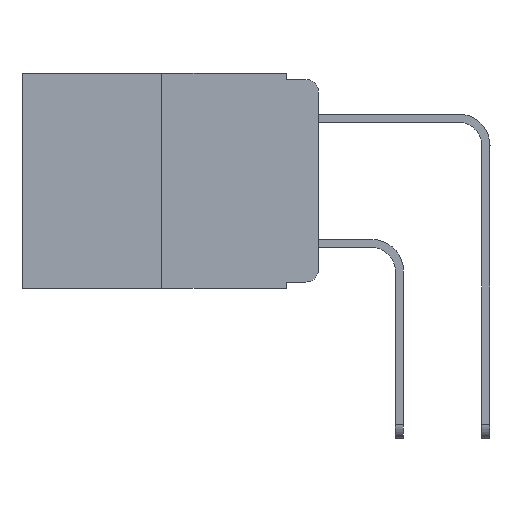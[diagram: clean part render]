
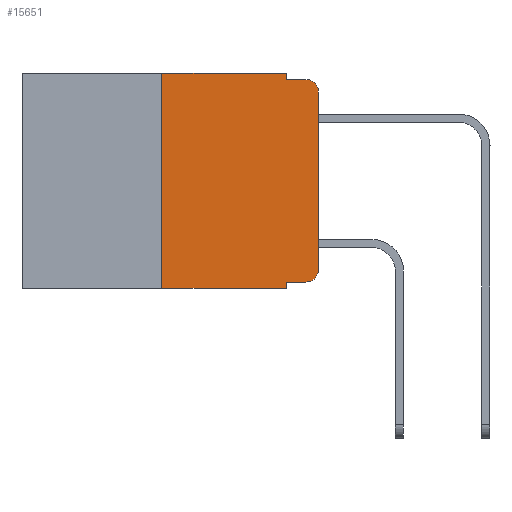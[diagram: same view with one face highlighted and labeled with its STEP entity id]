
A CAD part, left-side view. The second image highlights one B-rep face of the part: STEP entity #15651.
In plain terms, the highlighted planar face has unit normal (-1, 0, 0).
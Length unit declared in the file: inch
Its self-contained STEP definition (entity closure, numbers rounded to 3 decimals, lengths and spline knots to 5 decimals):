
#308 = DIRECTION ( 'NONE',  ( -1., 0., 0. ) ) ;
#645 = CARTESIAN_POINT ( 'NONE',  ( 0., 0.051, -0.343 ) ) ;
#655 = VERTEX_POINT ( 'NONE', #645 ) ;
#855 = LINE ( 'NONE', #20483, #6455 ) ;
#1784 = EDGE_CURVE ( 'NONE', #3423, #2938, #20781, .T. ) ;
#1985 = VERTEX_POINT ( 'NONE', #5440 ) ;
#2527 = EDGE_CURVE ( 'NONE', #3423, #655, #16170, .T. ) ;
#2938 = VERTEX_POINT ( 'NONE', #20961 ) ;
#3423 = VERTEX_POINT ( 'NONE', #8297 ) ;
#3511 = DIRECTION ( 'NONE',  ( 0., 0., -1. ) ) ;
#3899 = CARTESIAN_POINT ( 'NONE',  ( 0., 0.051, 0. ) ) ;
#4721 = ORIENTED_EDGE ( 'NONE', *, *, #25716, .T. ) ;
#5146 = VERTEX_POINT ( 'NONE', #3899 ) ;
#5440 = CARTESIAN_POINT ( 'NONE',  ( 0., 0.02, -0.01 ) ) ;
#5625 = DIRECTION ( 'NONE',  ( 0., 0., -1. ) ) ;
#5654 = VECTOR ( 'NONE', #11311, 39.37008 ) ;
#6455 = VECTOR ( 'NONE', #5625, 39.37008 ) ;
#6752 = ORIENTED_EDGE ( 'NONE', *, *, #9187, .F. ) ;
#6794 = EDGE_CURVE ( 'NONE', #9710, #1985, #21236, .T. ) ;
#6880 = PLANE ( 'NONE',  #21600 ) ;
#7260 = ORIENTED_EDGE ( 'NONE', *, *, #26548, .F. ) ;
#7805 = ORIENTED_EDGE ( 'NONE', *, *, #6794, .T. ) ;
#7840 = VECTOR ( 'NONE', #13670, 39.37008 ) ;
#8252 = VECTOR ( 'NONE', #3511, 39.37008 ) ;
#8293 = DIRECTION ( 'NONE',  ( 0., 0., -1. ) ) ;
#8297 = CARTESIAN_POINT ( 'NONE',  ( 0., 0.25, -0.343 ) ) ;
#8804 = CARTESIAN_POINT ( 'NONE',  ( 0., 0.051, -0.333 ) ) ;
#9187 = EDGE_CURVE ( 'NONE', #24728, #1985, #17859, .T. ) ;
#9710 = VERTEX_POINT ( 'NONE', #21346 ) ;
#10297 = ORIENTED_EDGE ( 'NONE', *, *, #15562, .T. ) ;
#10505 = VECTOR ( 'NONE', #11822, 39.37008 ) ;
#10823 = DIRECTION ( 'NONE',  ( 0., 0., 1. ) ) ;
#10840 = CARTESIAN_POINT ( 'NONE',  ( 0., 0.051, -0.01 ) ) ;
#11294 = LINE ( 'NONE', #13355, #5654 ) ;
#11311 = DIRECTION ( 'NONE',  ( 0., -1., 0. ) ) ;
#11428 = EDGE_LOOP ( 'NONE', ( #4721, #7805, #6752, #13179, #7260, #17231, #20574, #20942, #20651, #10297 ) ) ;
#11463 = VERTEX_POINT ( 'NONE', #15071 ) ;
#11528 = CARTESIAN_POINT ( 'NONE',  ( 0., 0.473, 0. ) ) ;
#11822 = DIRECTION ( 'NONE',  ( 0., -1., 0. ) ) ;
#12622 = CARTESIAN_POINT ( 'NONE',  ( 0., 0.02, -0.313 ) ) ;
#12892 = VECTOR ( 'NONE', #10823, 39.37008 ) ;
#13179 = ORIENTED_EDGE ( 'NONE', *, *, #25170, .F. ) ;
#13355 = CARTESIAN_POINT ( 'NONE',  ( 0., 0.051, -0.333 ) ) ;
#13670 = DIRECTION ( 'NONE',  ( 0., -1., 0. ) ) ;
#13935 = EDGE_CURVE ( 'NONE', #27116, #11463, #11294, .T. ) ;
#14164 = LINE ( 'NONE', #11528, #7840 ) ;
#14586 = VECTOR ( 'NONE', #17427, 39.37008 ) ;
#14775 = DIRECTION ( 'NONE',  ( 0., 0., -1. ) ) ;
#14916 = LINE ( 'NONE', #24899, #8252 ) ;
#15071 = CARTESIAN_POINT ( 'NONE',  ( 0., 0.02, -0.333 ) ) ;
#15562 = EDGE_CURVE ( 'NONE', #11463, #19403, #22772, .T. ) ;
#15651 = ADVANCED_FACE ( 'NONE', ( #27030 ), #6880, .F. ) ;
#16170 = LINE ( 'NONE', #24407, #10505 ) ;
#16720 = DIRECTION ( 'NONE',  ( -1., 0., 0. ) ) ;
#16833 = VECTOR ( 'NONE', #17208, 39.37008 ) ;
#17208 = DIRECTION ( 'NONE',  ( 0., 0., 1. ) ) ;
#17231 = ORIENTED_EDGE ( 'NONE', *, *, #1784, .F. ) ;
#17297 = CARTESIAN_POINT ( 'NONE',  ( 0., 0., 0. ) ) ;
#17330 = CARTESIAN_POINT ( 'NONE',  ( 0., 0.473, 0. ) ) ;
#17381 = EDGE_CURVE ( 'NONE', #27116, #655, #855, .T. ) ;
#17427 = DIRECTION ( 'NONE',  ( 0., -1., 0. ) ) ;
#17859 = LINE ( 'NONE', #21576, #14586 ) ;
#18794 = CARTESIAN_POINT ( 'NONE',  ( 0., 0.02, -0.03 ) ) ;
#19403 = VERTEX_POINT ( 'NONE', #25571 ) ;
#19757 = AXIS2_PLACEMENT_3D ( 'NONE', #18794, #16720, #8293 ) ;
#20483 = CARTESIAN_POINT ( 'NONE',  ( 0., 0.051, 0. ) ) ;
#20574 = ORIENTED_EDGE ( 'NONE', *, *, #2527, .T. ) ;
#20651 = ORIENTED_EDGE ( 'NONE', *, *, #13935, .T. ) ;
#20781 = LINE ( 'NONE', #23459, #12892 ) ;
#20942 = ORIENTED_EDGE ( 'NONE', *, *, #17381, .F. ) ;
#20961 = CARTESIAN_POINT ( 'NONE',  ( 0., 0.25, 0. ) ) ;
#21236 = CIRCLE ( 'NONE', #19757, 0.02 ) ;
#21346 = CARTESIAN_POINT ( 'NONE',  ( 0., 0., -0.03 ) ) ;
#21576 = CARTESIAN_POINT ( 'NONE',  ( 0., 0.051, -0.01 ) ) ;
#21600 = AXIS2_PLACEMENT_3D ( 'NONE', #17330, #25760, #23571 ) ;
#22509 = AXIS2_PLACEMENT_3D ( 'NONE', #12622, #308, #14775 ) ;
#22772 = CIRCLE ( 'NONE', #22509, 0.02 ) ;
#23459 = CARTESIAN_POINT ( 'NONE',  ( 0., 0.25, 0. ) ) ;
#23571 = DIRECTION ( 'NONE',  ( 0., 0., -1. ) ) ;
#24407 = CARTESIAN_POINT ( 'NONE',  ( 0., 0.473, -0.343 ) ) ;
#24689 = LINE ( 'NONE', #17297, #16833 ) ;
#24728 = VERTEX_POINT ( 'NONE', #10840 ) ;
#24899 = CARTESIAN_POINT ( 'NONE',  ( 0., 0.051, 0. ) ) ;
#25170 = EDGE_CURVE ( 'NONE', #5146, #24728, #14916, .T. ) ;
#25571 = CARTESIAN_POINT ( 'NONE',  ( 0., 0., -0.313 ) ) ;
#25716 = EDGE_CURVE ( 'NONE', #19403, #9710, #24689, .T. ) ;
#25760 = DIRECTION ( 'NONE',  ( 1., 0., 0. ) ) ;
#26548 = EDGE_CURVE ( 'NONE', #2938, #5146, #14164, .T. ) ;
#27030 = FACE_OUTER_BOUND ( 'NONE', #11428, .T. ) ;
#27116 = VERTEX_POINT ( 'NONE', #8804 ) ;
